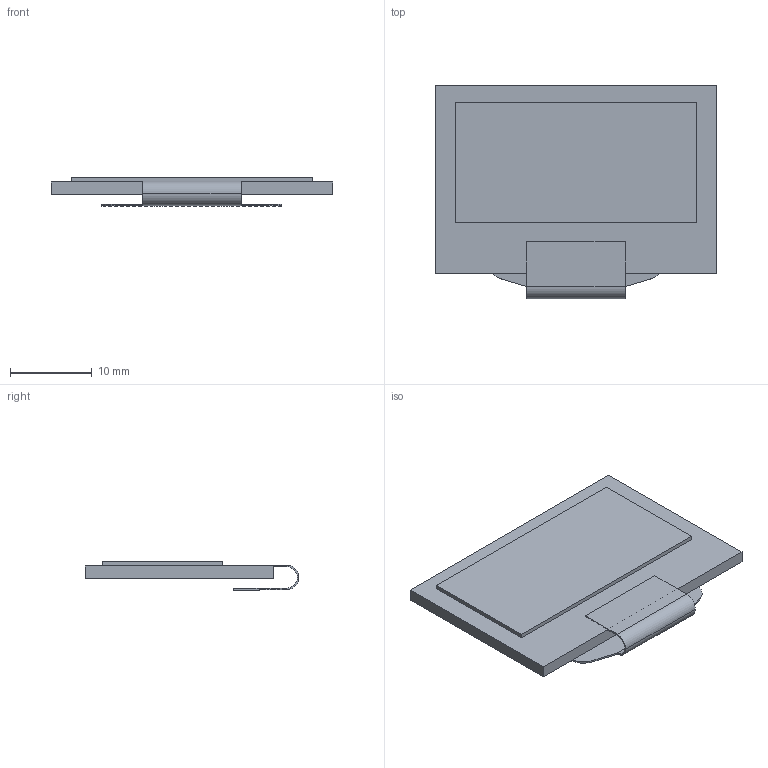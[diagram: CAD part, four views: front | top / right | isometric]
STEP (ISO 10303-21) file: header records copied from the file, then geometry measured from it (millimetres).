
FILE_DESCRIPTION(('FreeCAD Model'),'2;1');
FILE_NAME('Open CASCADE Shape Model','2022-06-07T19:54:00',(''),(''), 'Open CASCADE STEP processor 7.5','FreeCAD','Unknown');
FILE_SCHEMA(('AUTOMOTIVE_DESIGN { 1 0 10303 214 1 1 1 1 }'));
Length unit declared in the file: millimetre
Products named in the file (3): PCB v8; LCD v2; FLEX FILM v1
Assembly tree (2 placements, depth 2):
  PCB v8
    LCD v2
    FLEX FILM v1
Bounding box: 34.4 x 26.12 x 3.45 mm (x, y, z)
Volume: 1455.6 mm3; surface area: 2330.1 mm2
Topology: 2 solids, 2 shells, 149 faces, 428 edges, 284 vertices
Faces by surface type: plane 143, cylinder 6
Entity records: 10716 total; most frequent: CARTESIAN_POINT 1744, DIRECTION 1598, LINE 1256, VECTOR 1256, ORIENTED_EDGE 856, PCURVE 856, DEFINITIONAL_REPRESENTATION 856, EDGE_CURVE 428
